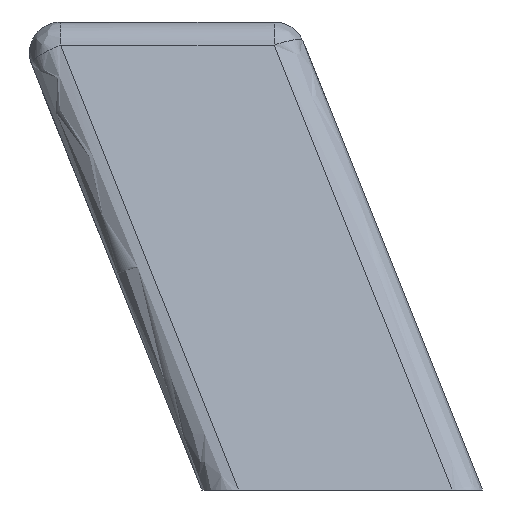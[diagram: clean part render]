
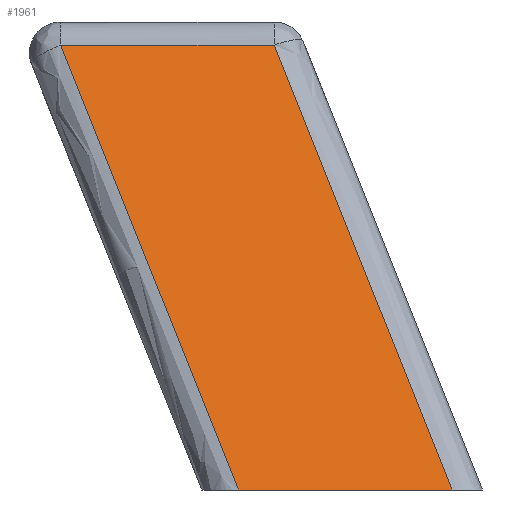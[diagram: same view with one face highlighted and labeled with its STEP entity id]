
A CAD part, left-side view. The second image highlights one B-rep face of the part: STEP entity #1961.
In plain terms, the highlighted free-form (B-spline) face has degree [1, 1] with [2, 2] control points.
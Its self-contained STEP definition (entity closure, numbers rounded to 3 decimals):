
#440=CARTESIAN_POINT('',(-37.0,0.974,0.0));
#441=VERTEX_POINT('',#440);
#462=CARTESIAN_POINT('',(-33.208,6.677,14.257));
#463=VERTEX_POINT('',#462);
#477=CARTESIAN_POINT('',(-37.0,0.974,0.0));
#478=CARTESIAN_POINT('',(-33.208,6.677,14.257));
#479=QUASI_UNIFORM_CURVE('',1,(#477,#478),.UNSPECIFIED.,.F.,.U.);
#480=EDGE_CURVE('',#441,#463,#479,.T.);
#1445=CARTESIAN_POINT('',(-33.208,13.522,14.257));
#1446=VERTEX_POINT('',#1445);
#1556=CARTESIAN_POINT('',(-37.0,7.82,0.0));
#1557=VERTEX_POINT('',#1556);
#1575=CARTESIAN_POINT('',(-33.208,13.522,14.257));
#1576=CARTESIAN_POINT('',(-37.0,7.82,0.0));
#1577=QUASI_UNIFORM_CURVE('',1,(#1575,#1576),.UNSPECIFIED.,.F.,.U.);
#1578=EDGE_CURVE('',#1446,#1557,#1577,.T.);
#1726=CARTESIAN_POINT('',(-33.208,6.677,14.257));
#1727=CARTESIAN_POINT('',(-33.208,13.522,14.257));
#1728=QUASI_UNIFORM_CURVE('',1,(#1726,#1727),.UNSPECIFIED.,.F.,.U.);
#1729=EDGE_CURVE('',#463,#1446,#1728,.T.);
#1946=CARTESIAN_POINT('',(-33.019,0.347,14.969));
#1947=CARTESIAN_POINT('',(-37.189,0.347,-0.712));
#1948=CARTESIAN_POINT('',(-33.019,14.149,14.969));
#1949=CARTESIAN_POINT('',(-37.189,14.149,-0.712));
#1950=B_SPLINE_SURFACE_WITH_KNOTS('',1,1,((#1946,#1948),(#1947,#1949)),.UNSPECIFIED.,.F.,.F.,.U.,(2,2),(2,2),(0.0,16.227),(0.0,13.802),.UNSPECIFIED.);
#1951=ORIENTED_EDGE('',*,*,#1729,.T.);
#1952=ORIENTED_EDGE('',*,*,#1578,.T.);
#1953=CARTESIAN_POINT('',(-37.0,7.82,0.0));
#1954=CARTESIAN_POINT('',(-37.0,0.974,0.0));
#1955=QUASI_UNIFORM_CURVE('',1,(#1953,#1954),.UNSPECIFIED.,.F.,.U.);
#1956=EDGE_CURVE('',#1557,#441,#1955,.T.);
#1957=ORIENTED_EDGE('',*,*,#1956,.T.);
#1958=ORIENTED_EDGE('',*,*,#480,.T.);
#1959=EDGE_LOOP('',(#1951,#1952,#1957,#1958));
#1960=FACE_OUTER_BOUND('',#1959,.T.);
#1961=ADVANCED_FACE('',(#1960),#1950,.F.);
